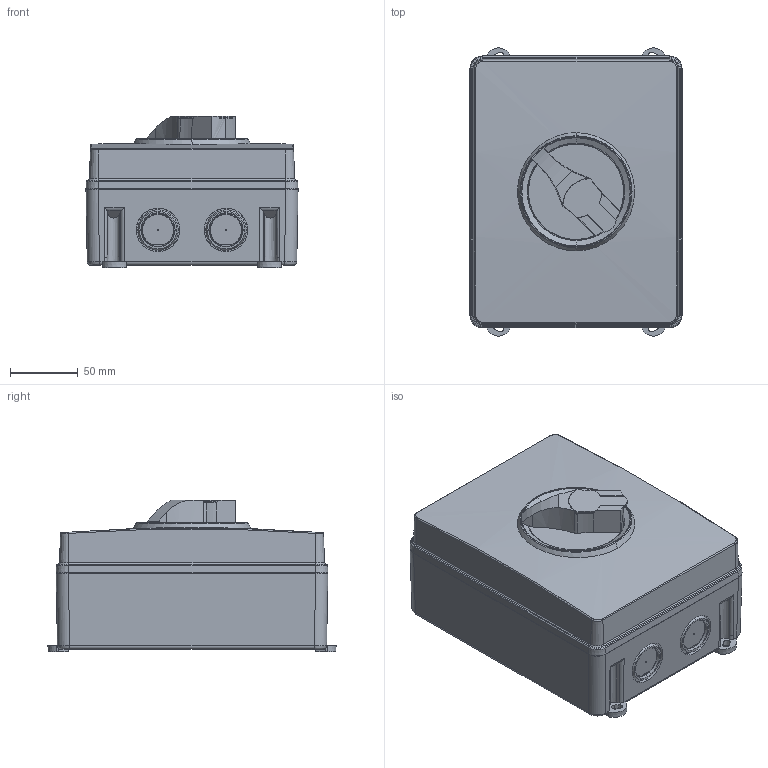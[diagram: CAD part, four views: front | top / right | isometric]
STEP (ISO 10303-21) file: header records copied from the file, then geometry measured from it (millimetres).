
FILE_DESCRIPTION((''),'2;1');
FILE_NAME('GW70407P_ASM','2020-07-21T10:14:45',('user'),('Technoprobe spa'),'CREO PARAMETRIC BY PTC INC, 2019471','CREO PARAMETRIC BY PTC INC, 2019471','');
FILE_SCHEMA(('CONFIG_CONTROL_DESIGN'));
Length unit declared in the file: millimetre
Products named in the file (3): 54512397EXXX_FONDO_SCATOLA_STAG; 54512405GXXX_COPERCHIO_VERS_COM; GW70407P_ASM
Assembly tree (2 placements, depth 2):
  GW70407P_ASM
    54512397EXXX_FONDO_SCATOLA_STAG
    54512405GXXX_COPERCHIO_VERS_COM
Bounding box: 156.01 x 212 x 111.8 mm (x, y, z)
Volume: 480827 mm3; surface area: 272683.8 mm2
Topology: 2 solids, 2 shells, 905 faces, 2405 edges, 1541 vertices
Faces by surface type: plane 459, cone 179, cylinder 149, bspline 75, torus 27, extrusion 8, sphere 8
Entity records: 34577 total; most frequent: CARTESIAN_POINT 12995, ORIENTED_EDGE 4762, DIRECTION 3990, EDGE_CURVE 2381, VERTEX_POINT 1541, VECTOR 1402, LINE 1394, AXIS2_PLACEMENT_3D 1294
